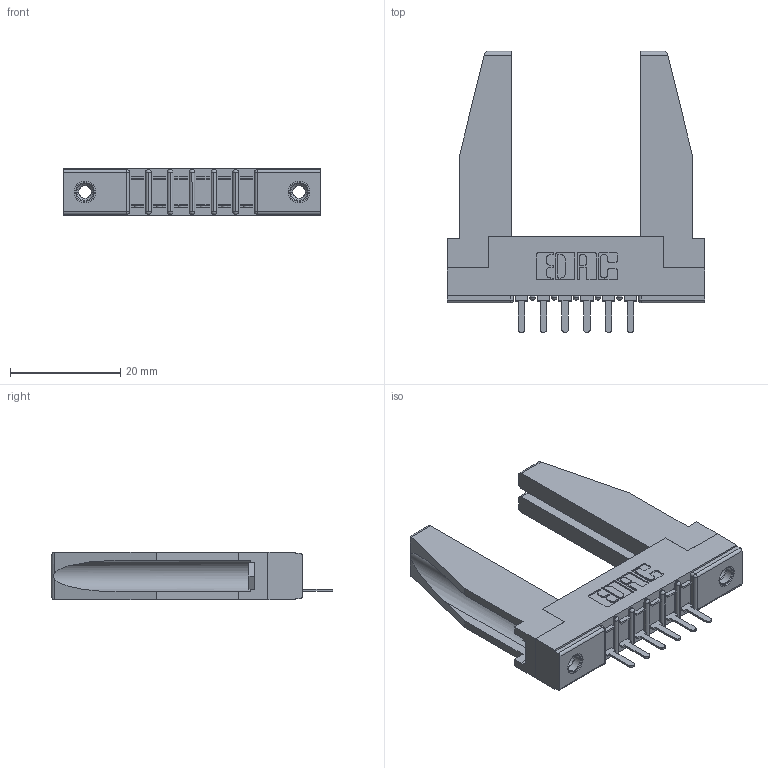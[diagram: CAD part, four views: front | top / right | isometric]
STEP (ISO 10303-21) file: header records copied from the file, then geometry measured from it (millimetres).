
FILE_DESCRIPTION (( 'STEP AP203' ), '1' );
FILE_NAME ('307-006-421-178.STEP', '2020-09-25T00:41:14', ( '' ), ( '' ), 'SwSTEP 2.0', 'SolidWorks 2020', '' );
FILE_SCHEMA (( 'CONFIG_CONTROL_DESIGN' ));
Length unit declared in the file: inch
Products named in the file (5): 307-290-002_521; 307-006-421-178; 345-250-001_345-250-001-102; 307 Part_.156 Dia Mounting Holes; 307-220-078
Assembly tree (11 placements, depth 2):
  307-006-421-178
    307 Part_.156 Dia Mounting Holes
    307-290-002_521  x6
    307-220-078  x2
    345-250-001_345-250-001-102  x2
Bounding box: 46.79 x 51.13 x 8.71 mm (x, y, z)
Volume: 7074.1 mm3; surface area: 8538.1 mm2
Topology: 11 solids, 11 shells, 699 faces, 2045 edges, 1334 vertices
Faces by surface type: plane 424, cylinder 245, sphere 14, cone 12, torus 4
Entity records: 12739 total; most frequent: CARTESIAN_POINT 2142, ORIENTED_EDGE 2088, DIRECTION 2054, EDGE_CURVE 1044, LINE 786, VECTOR 786, VERTEX_POINT 680, AXIS2_PLACEMENT_3D 634
